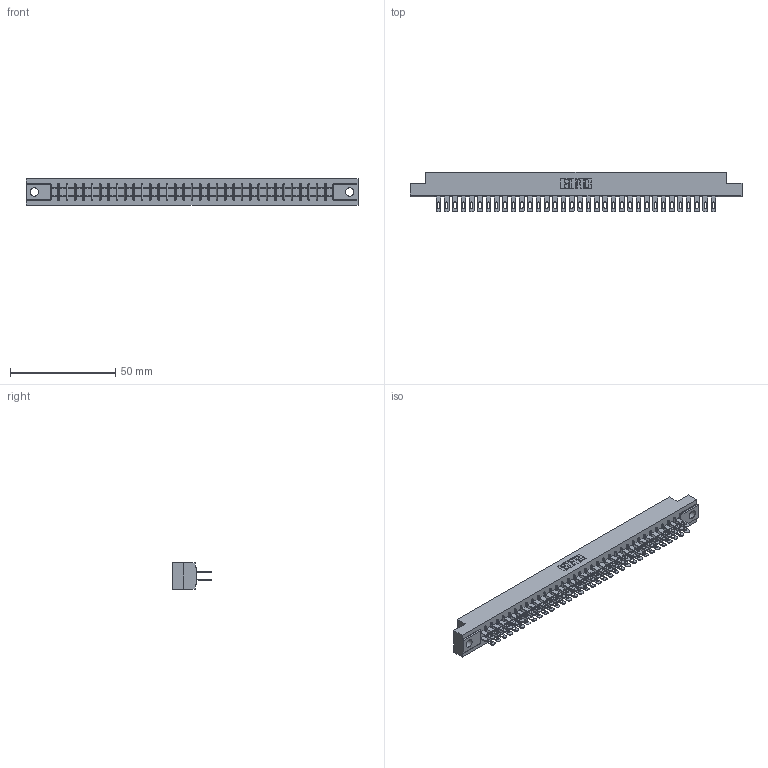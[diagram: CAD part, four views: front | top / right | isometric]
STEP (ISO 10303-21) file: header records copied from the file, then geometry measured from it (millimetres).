
FILE_DESCRIPTION (( 'STEP AP203' ), '1' );
FILE_NAME ('305-068-500-204.STEP', '2019-09-10T04:02:57', ( '' ), ( '' ), 'SwSTEP 2.0', 'SolidWorks 2016', '' );
FILE_SCHEMA (( 'CONFIG_CONTROL_DESIGN' ));
Length unit declared in the file: inch
Products named in the file (3): 305 Part_.156 Dia; 305-068-500-204; 305-290-001_500
Assembly tree (69 placements, depth 2):
  305-068-500-204
    305 Part_.156 Dia
    305-290-001_500  x68
Bounding box: 157.73 x 18.85 x 12.7 mm (x, y, z)
Volume: 16506.4 mm3; surface area: 21996.8 mm2
Topology: 69 solids, 69 shells, 3530 faces, 10110 edges, 6556 vertices
Faces by surface type: plane 1986, cylinder 1408, sphere 136
Entity records: 38227 total; most frequent: CARTESIAN_POINT 6330, ORIENTED_EDGE 6280, DIRECTION 6124, EDGE_CURVE 3140, LINE 2536, VECTOR 2536, VERTEX_POINT 2000, AXIS2_PLACEMENT_3D 1794
